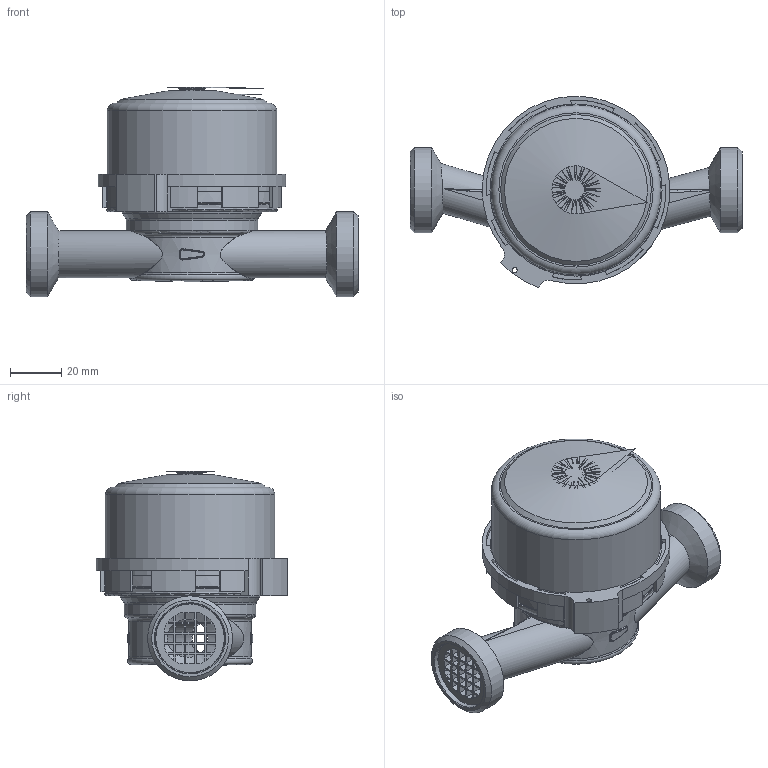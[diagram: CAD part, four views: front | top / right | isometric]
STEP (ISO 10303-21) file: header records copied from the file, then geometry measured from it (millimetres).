
FILE_DESCRIPTION(('STEP AP242'), '1');
FILE_NAME('ﾏﾄﾅﾊ.407223.047 ﾑﾃﾂ-20ﾝ', '', ('UNSPECIFIED'), ('UNSPECIFIED'), 'C3D Converter', 'C3D Toolkit', '');
FILE_SCHEMA(('AP242_MANAGED_MODEL_BASED_3D_ENGINEERING_MIM_LF { 1 0 10303 442 1 1 4 }'));
Length unit declared in the file: millimetre
Products named in the file (9): ПДЕК.303194.055 ; ПДЕК.711622.008; ___.step-4; ПДЕК.754178.004; ПДЕК.711154.004-01; ПДЕК.725317.006; ПДЕК.731625.016; ПДЕК.752659.005
Assembly tree (8 placements, depth 3):
  (unnamed)
    ПДЕК.303194.055 
      ПДЕК.711622.008
      ___.step-4
    ПДЕК.754178.004
    ПДЕК.711154.004-01
    ПДЕК.725317.006
    ПДЕК.731625.016
    ПДЕК.752659.005
Bounding box: 130 x 75 x 82.05 mm (x, y, z)
Volume: 71015.3 mm3; surface area: 88371.2 mm2
Topology: 7 solids, 7 shells, 1193 faces, 3230 edges, 2086 vertices
Faces by surface type: plane 841, cylinder 204, bspline 71, torus 37, cone 32, sphere 8
Full cylindrical faces by diameter (mm): 1.35 x1, 2 x1, 3.4 x1, 15 x2, 18.5 x1, 26.8 x1, 27.3 x2, 32 x1, 33.249 x2, 45 x1, 46 x1, 48.5 x1, 49 x1, 49.3 x1, 51.5 x1, 51.8 x1, 54.8 x1, 58 x1, 58.8 x1, 59 x1, 61.4 x1, 62 x1, 62.6 x1, 64 x2, 66.4 x1, 67 x2, 70.5 x2
Entity records: 53032 total; most frequent: CARTESIAN_POINT 18972, ORIENTED_EDGE 6280, DIRECTION 5752, EDGE_CURVE 3140, LINE 2256, VECTOR 2256, VERTEX_POINT 2073, AXIS2_PLACEMENT_3D 1748
